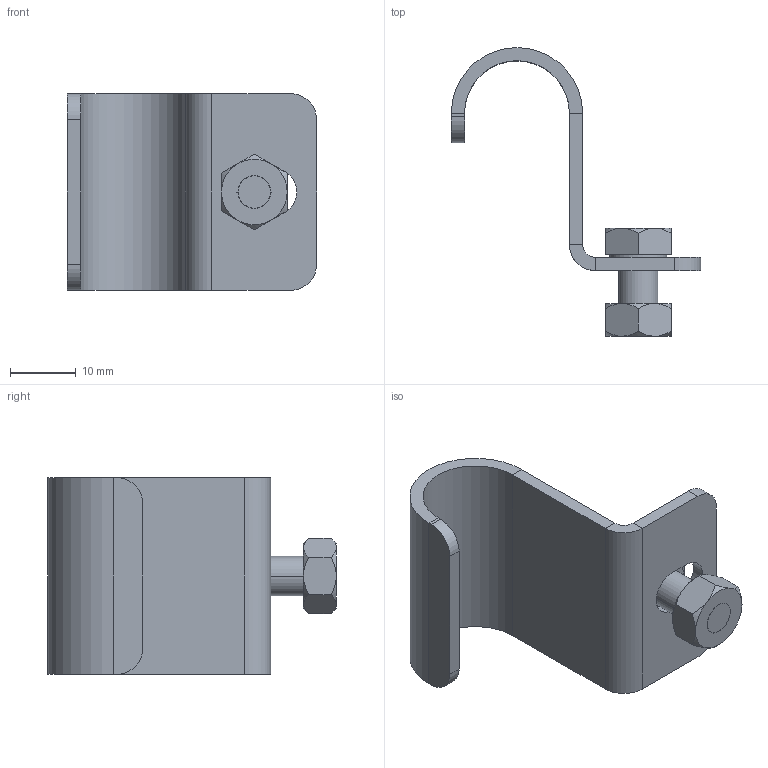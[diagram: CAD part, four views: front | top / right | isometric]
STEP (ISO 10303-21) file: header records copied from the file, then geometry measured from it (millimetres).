
FILE_DESCRIPTION (( 'STEP AP203' ), '1' );
FILE_NAME ('10-02-1860.STEP', '2013-05-02T12:29:56', ( 'asennus' ), ( '' ), 'SwSTEP 2.0', 'SolidWorks 2013', '' );
FILE_SCHEMA (( 'CONFIG_CONTROL_DESIGN' ));
Length unit declared in the file: millimetre
Products named in the file (1): 10-02-1860
Bounding box: 38 x 44 x 30 mm (x, y, z)
Surface area: 5830 mm2 (no closed solid volume)
Topology: 0 solids, 4 shells, 77 faces, 171 edges, 102 vertices
Faces by surface type: plane 38, cone 20, cylinder 19
Entity records: 2327 total; most frequent: CARTESIAN_POINT 579, DIRECTION 349, ORIENTED_EDGE 338, EDGE_CURVE 171, AXIS2_PLACEMENT_3D 136, VERTEX_POINT 102, EDGE_LOOP 83, FACE_OUTER_BOUND 77
